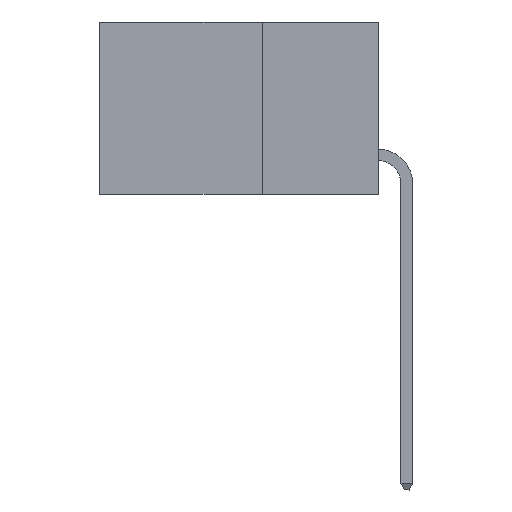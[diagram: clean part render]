
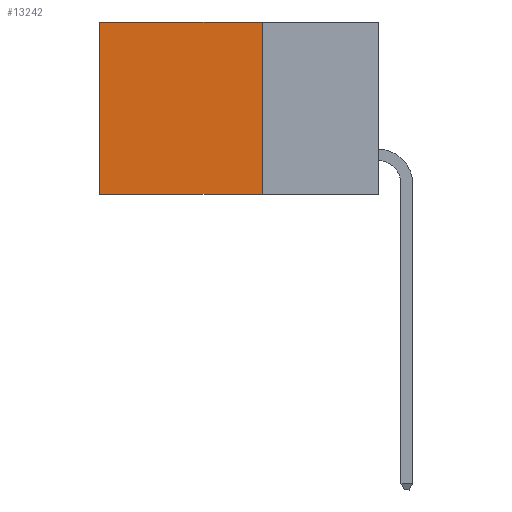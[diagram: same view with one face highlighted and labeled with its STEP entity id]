
A CAD part, left-side view. The second image highlights one B-rep face of the part: STEP entity #13242.
In plain terms, the highlighted planar face has unit normal (-1, 0, 0).
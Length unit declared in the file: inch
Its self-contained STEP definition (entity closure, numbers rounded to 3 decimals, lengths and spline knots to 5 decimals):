
#122 = CARTESIAN_POINT ( 'NONE',  ( 0.298, 0.25, 0. ) ) ;
#511 = LINE ( 'NONE', #122, #6883 ) ;
#621 = DIRECTION ( 'NONE',  ( 0., 0., -1. ) ) ;
#808 = VERTEX_POINT ( 'NONE', #4040 ) ;
#1607 = LINE ( 'NONE', #14034, #6595 ) ;
#1616 = VECTOR ( 'NONE', #621, 39.37008 ) ;
#1840 = EDGE_CURVE ( 'NONE', #808, #9721, #1607, .T. ) ;
#1970 = DIRECTION ( 'NONE',  ( 0., 1., 0. ) ) ;
#2570 = DIRECTION ( 'NONE',  ( 0., 0., -1. ) ) ;
#3174 = ORIENTED_EDGE ( 'NONE', *, *, #11357, .T. ) ;
#3699 = VERTEX_POINT ( 'NONE', #14156 ) ;
#4040 = CARTESIAN_POINT ( 'NONE',  ( 0.298, 0.25, -0.37 ) ) ;
#5248 = DIRECTION ( 'NONE',  ( 0., 1., 0. ) ) ;
#6360 = EDGE_LOOP ( 'NONE', ( #3174, #10353, #11739, #13467 ) ) ;
#6595 = VECTOR ( 'NONE', #5248, 39.37008 ) ;
#6883 = VECTOR ( 'NONE', #2570, 39.37008 ) ;
#7194 = LINE ( 'NONE', #14261, #1616 ) ;
#7386 = FACE_OUTER_BOUND ( 'NONE', #6360, .T. ) ;
#7507 = CARTESIAN_POINT ( 'NONE',  ( 0.298, 0.25, 0. ) ) ;
#7776 = PLANE ( 'NONE',  #14595 ) ;
#7833 = CARTESIAN_POINT ( 'NONE',  ( 0.298, 0.25, 0. ) ) ;
#7935 = DIRECTION ( 'NONE',  ( 1., 0., 0. ) ) ;
#8360 = EDGE_CURVE ( 'NONE', #3699, #9181, #14683, .T. ) ;
#9046 = EDGE_CURVE ( 'NONE', #3699, #808, #511, .T. ) ;
#9181 = VERTEX_POINT ( 'NONE', #12928 ) ;
#9721 = VERTEX_POINT ( 'NONE', #15608 ) ;
#10353 = ORIENTED_EDGE ( 'NONE', *, *, #1840, .F. ) ;
#11357 = EDGE_CURVE ( 'NONE', #9181, #9721, #7194, .T. ) ;
#11713 = DIRECTION ( 'NONE',  ( 0., 0., -1. ) ) ;
#11739 = ORIENTED_EDGE ( 'NONE', *, *, #9046, .F. ) ;
#12689 = VECTOR ( 'NONE', #1970, 39.37008 ) ;
#12928 = CARTESIAN_POINT ( 'NONE',  ( 0.298, 0.6, 0. ) ) ;
#13242 = ADVANCED_FACE ( 'NONE', ( #7386 ), #7776, .F. ) ;
#13467 = ORIENTED_EDGE ( 'NONE', *, *, #8360, .T. ) ;
#14034 = CARTESIAN_POINT ( 'NONE',  ( 0.298, 0.25, -0.37 ) ) ;
#14156 = CARTESIAN_POINT ( 'NONE',  ( 0.298, 0.25, 0. ) ) ;
#14261 = CARTESIAN_POINT ( 'NONE',  ( 0.298, 0.6, 0. ) ) ;
#14595 = AXIS2_PLACEMENT_3D ( 'NONE', #7833, #7935, #11713 ) ;
#14683 = LINE ( 'NONE', #7507, #12689 ) ;
#15608 = CARTESIAN_POINT ( 'NONE',  ( 0.298, 0.6, -0.37 ) ) ;
